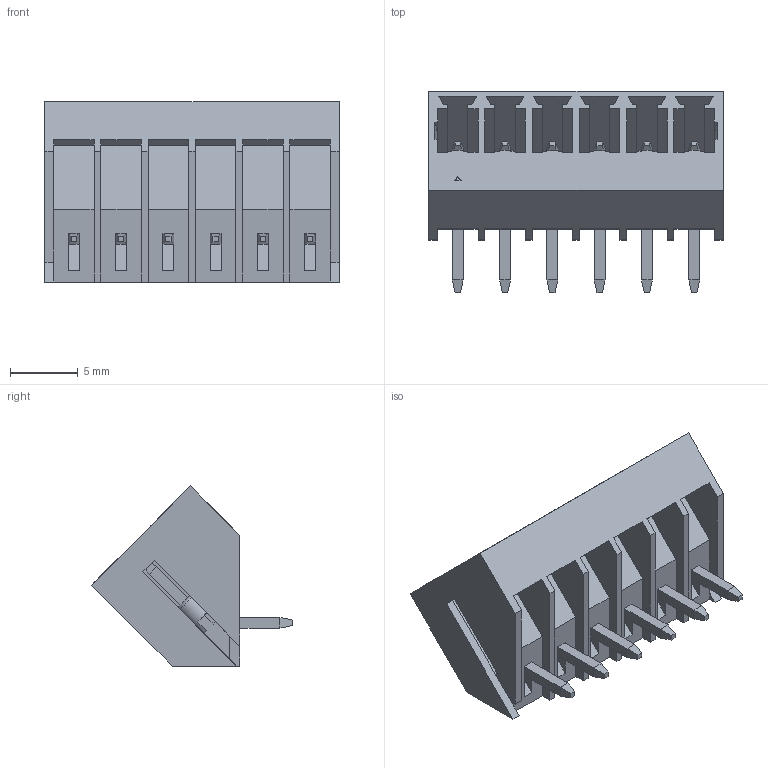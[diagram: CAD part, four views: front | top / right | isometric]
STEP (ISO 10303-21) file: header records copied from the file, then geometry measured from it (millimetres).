
FILE_DESCRIPTION (( 'STEP AP214' ), '1' );
FILE_NAME ('15EDGLC-3.5-06P-14-00AH.STEP', '2021-01-29T01:30:38', ( '' ), ( '' ), 'SwSTEP 2.0', 'SolidWorks 2020', '' );
FILE_SCHEMA (( 'AUTOMOTIVE_DESIGN' ));
Length unit declared in the file: millimetre
Products named in the file (1): 15EDGLC-3.5-06P-14-00AH
Bounding box: 21.8 x 14.9 x 13.33 mm (x, y, z)
Volume: 826.8 mm3; surface area: 2833.1 mm2
Topology: 1 solids, 1 shells, 733 faces, 1996 edges, 1312 vertices
Faces by surface type: plane 534, bspline 163, cylinder 24, torus 12
Entity records: 35688 total; most frequent: CARTESIAN_POINT 13629, ORIENTED_EDGE 3992, DIRECTION 2896, EDGE_CURVE 1996, VECTOR 1586, LINE 1586, VERTEX_POINT 1312, EDGE_LOOP 784
